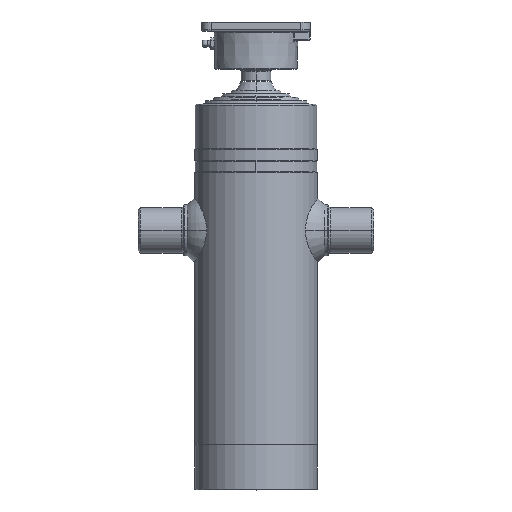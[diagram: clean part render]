
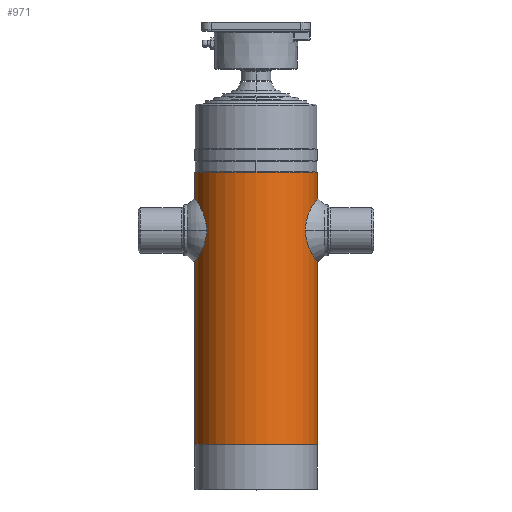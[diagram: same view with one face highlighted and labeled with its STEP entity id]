
A CAD part, top view. The second image highlights one B-rep face of the part: STEP entity #971.
In plain terms, the highlighted cylindrical face has radius 54 mm (diameter 108 mm), a partial arc.
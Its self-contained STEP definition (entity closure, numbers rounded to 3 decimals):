
#222 = EDGE_CURVE ( 'NONE', #16045, #14848, #9169, .T. ) ;
#458 = VECTOR ( 'NONE', #4251, 1000. ) ;
#587 = CARTESIAN_POINT ( 'NONE',  ( -53.67, 228.787, 5.961 ) ) ;
#652 = CARTESIAN_POINT ( 'NONE',  ( -53.935, 233.383, 2.658 ) ) ;
#773 = VERTEX_POINT ( 'NONE', #13342 ) ;
#809 = VERTEX_POINT ( 'NONE', #8247 ) ;
#971 = ADVANCED_FACE ( 'NONE', ( #6301 ), #12686, .T. ) ;
#1138 = CARTESIAN_POINT ( 'NONE',  ( -53.811, 224.035, 4.52 ) ) ;
#1387 = EDGE_CURVE ( 'NONE', #773, #6478, #13216, .T. ) ;
#1513 = DIRECTION ( 'NONE',  ( 0., 1., 0. ) ) ;
#1570 = EDGE_CURVE ( 'NONE', #809, #13029, #9958, .T. ) ;
#1781 = VERTEX_POINT ( 'NONE', #16499 ) ;
#1885 = CARTESIAN_POINT ( 'NONE',  ( -53.699, 229.931, 5.694 ) ) ;
#1937 = CARTESIAN_POINT ( 'NONE',  ( -53.967, 233.694, 1.933 ) ) ;
#2061 = CARTESIAN_POINT ( 'NONE',  ( 0., 279., 54. ) ) ;
#2425 = CARTESIAN_POINT ( 'NONE',  ( -53.759, 224.829, 5.097 ) ) ;
#2729 = ORIENTED_EDGE ( 'NONE', *, *, #13493, .F. ) ;
#3160 = CARTESIAN_POINT ( 'NONE',  ( -53.731, 230.656, 5.384 ) ) ;
#3220 = CARTESIAN_POINT ( 'NONE',  ( -53.996, 233.961, 0.79 ) ) ;
#3303 = ORIENTED_EDGE ( 'NONE', *, *, #222, .F. ) ;
#3319 = AXIS2_PLACEMENT_3D ( 'NONE', #3479, #12346, #13377 ) ;
#3479 = CARTESIAN_POINT ( 'NONE',  ( 0., 279., 0. ) ) ;
#3673 = CARTESIAN_POINT ( 'NONE',  ( -53.996, 222.039, 0.787 ) ) ;
#3734 = CARTESIAN_POINT ( 'NONE',  ( -53.731, 225.345, 5.384 ) ) ;
#3822 = CARTESIAN_POINT ( 'NONE',  ( 54., 40., 0. ) ) ;
#3953 = EDGE_CURVE ( 'NONE', #773, #809, #5977, .T. ) ;
#4028 = EDGE_LOOP ( 'NONE', ( #7778, #8631, #3303, #7064, #2729, #7656, #14880 ) ) ;
#4251 = DIRECTION ( 'NONE',  ( 0., 1., 0. ) ) ;
#4486 = CARTESIAN_POINT ( 'NONE',  ( -53.759, 231.172, 5.097 ) ) ;
#4536 = CARTESIAN_POINT ( 'NONE',  ( -54., 234., 0. ) ) ;
#4570 = CARTESIAN_POINT ( 'NONE',  ( 0., 40., 0. ) ) ;
#4949 = CARTESIAN_POINT ( 'NONE',  ( -53.978, 222.201, 1.553 ) ) ;
#4993 = CARTESIAN_POINT ( 'NONE',  ( -53.7, 226.067, 5.684 ) ) ;
#5718 = CARTESIAN_POINT ( 'NONE',  ( -53.811, 231.962, 4.523 ) ) ;
#5821 = DIRECTION ( 'NONE',  ( -1., 0., 0. ) ) ;
#5977 = LINE ( 'NONE', #9164, #15839 ) ;
#6185 = CARTESIAN_POINT ( 'NONE',  ( -53.959, 222.382, 2.117 ) ) ;
#6244 = CARTESIAN_POINT ( 'NONE',  ( -53.683, 226.636, 5.846 ) ) ;
#6301 = FACE_OUTER_BOUND ( 'NONE', #4028, .T. ) ;
#6328 = DIRECTION ( 'NONE',  ( 0., 1., 0. ) ) ;
#6385 = CARTESIAN_POINT ( 'NONE',  ( -54., 234., 0. ) ) ;
#6478 = VERTEX_POINT ( 'NONE', #3822 ) ;
#6838 = AXIS2_PLACEMENT_3D ( 'NONE', #9907, #13750, #16375 ) ;
#6983 = CARTESIAN_POINT ( 'NONE',  ( -53.877, 232.77, 3.66 ) ) ;
#7064 = ORIENTED_EDGE ( 'NONE', *, *, #13598, .F. ) ;
#7491 = CARTESIAN_POINT ( 'NONE',  ( -53.917, 222.793, 3.006 ) ) ;
#7541 = CARTESIAN_POINT ( 'NONE',  ( -53.666, 227.606, 6. ) ) ;
#7656 = ORIENTED_EDGE ( 'NONE', *, *, #1570, .F. ) ;
#7778 = ORIENTED_EDGE ( 'NONE', *, *, #1387, .T. ) ;
#8195 = CIRCLE ( 'NONE', #15107, 54. ) ;
#8247 = CARTESIAN_POINT ( 'NONE',  ( -54., 222., 0. ) ) ;
#8288 = CARTESIAN_POINT ( 'NONE',  ( -53.917, 233.197, 3.005 ) ) ;
#8609 = VECTOR ( 'NONE', #12512, 1000. ) ;
#8631 = ORIENTED_EDGE ( 'NONE', *, *, #16376, .T. ) ;
#8728 = CARTESIAN_POINT ( 'NONE',  ( -54., 222., 0.397 ) ) ;
#8737 = AXIS2_PLACEMENT_3D ( 'NONE', #4570, #13462, #5821 ) ;
#8780 = CARTESIAN_POINT ( 'NONE',  ( -53.855, 223.482, 3.967 ) ) ;
#9164 = CARTESIAN_POINT ( 'NONE',  ( -54., 371.967, 0. ) ) ;
#9169 = CIRCLE ( 'NONE', #3319, 54. ) ;
#9349 = CARTESIAN_POINT ( 'NONE',  ( 54., 279., 0. ) ) ;
#9521 = CARTESIAN_POINT ( 'NONE',  ( -53.687, 229.557, 5.808 ) ) ;
#9577 = CARTESIAN_POINT ( 'NONE',  ( -53.943, 233.468, 2.478 ) ) ;
#9907 = CARTESIAN_POINT ( 'NONE',  ( 0., 371.967, 0. ) ) ;
#9958 = B_SPLINE_CURVE_WITH_KNOTS ( 'NONE', 3,
 ( #16419, #8728, #3673, #12535, #4949, #13866, #6185, #15189, #7491, #16488, #8780, #1138, #10075, #2425, #11327, #3734, #12605, #4993, #13920, #6244, #15247, #7541, #16543, #587, #9521, #1885, #10801, #3160, #12046, #4486, #13356, #5718, #14680, #6983, #15994, #8288, #652, #9577, #1937, #10863, #3220, #12092, #4536 ),
 .UNSPECIFIED., .F., .F.,
 ( 4, 2, 2, 2, 2, 2, 2, 2, 1, 2, 2, 2, 2, 2, 2, 2, 2, 2, 2, 2, 2, 4 ),
 ( 0., 0.001, 0.002, 0.002, 0.004, 0.005, 0.006, 0.006, 0.007, 0.008, 0.008, 0.009, 0.011, 0.012, 0.012, 0.013, 0.014, 0.015, 0.016, 0.016, 0.018, 0.019 ),
 .UNSPECIFIED. ) ;
#10075 = CARTESIAN_POINT ( 'NONE',  ( -53.79, 224.337, 4.768 ) ) ;
#10655 = LINE ( 'NONE', #15660, #458 ) ;
#10801 = CARTESIAN_POINT ( 'NONE',  ( -53.722, 230.476, 5.469 ) ) ;
#10863 = CARTESIAN_POINT ( 'NONE',  ( -53.979, 233.807, 1.559 ) ) ;
#11259 = CARTESIAN_POINT ( 'NONE',  ( -54., 371.967, 0. ) ) ;
#11327 = CARTESIAN_POINT ( 'NONE',  ( -53.749, 224.999, 5.199 ) ) ;
#12046 = CARTESIAN_POINT ( 'NONE',  ( -53.749, 231.004, 5.198 ) ) ;
#12092 = CARTESIAN_POINT ( 'NONE',  ( -54., 234., 0.392 ) ) ;
#12346 = DIRECTION ( 'NONE',  ( 0., 1., 0. ) ) ;
#12512 = DIRECTION ( 'NONE',  ( 0., 1., 0. ) ) ;
#12535 = CARTESIAN_POINT ( 'NONE',  ( -53.983, 222.153, 1.362 ) ) ;
#12605 = CARTESIAN_POINT ( 'NONE',  ( -53.714, 225.699, 5.551 ) ) ;
#12686 = CYLINDRICAL_SURFACE ( 'NONE', #6838, 54. ) ;
#13029 = VERTEX_POINT ( 'NONE', #6385 ) ;
#13216 = CIRCLE ( 'NONE', #8737, 54. ) ;
#13342 = CARTESIAN_POINT ( 'NONE',  ( -54., 40., 0. ) ) ;
#13356 = CARTESIAN_POINT ( 'NONE',  ( -53.789, 231.659, 4.771 ) ) ;
#13377 = DIRECTION ( 'NONE',  ( 0., 0., 1. ) ) ;
#13462 = DIRECTION ( 'NONE',  ( 0., 1., 0. ) ) ;
#13493 = EDGE_CURVE ( 'NONE', #13029, #1781, #16256, .T. ) ;
#13598 = EDGE_CURVE ( 'NONE', #1781, #16045, #8195, .T. ) ;
#13750 = DIRECTION ( 'NONE',  ( 0., 1., 0. ) ) ;
#13866 = CARTESIAN_POINT ( 'NONE',  ( -53.966, 222.315, 1.93 ) ) ;
#13920 = CARTESIAN_POINT ( 'NONE',  ( -53.688, 226.443, 5.798 ) ) ;
#14027 = CARTESIAN_POINT ( 'NONE',  ( 0., 279., 0. ) ) ;
#14680 = CARTESIAN_POINT ( 'NONE',  ( -53.855, 232.522, 3.963 ) ) ;
#14848 = VERTEX_POINT ( 'NONE', #9349 ) ;
#14880 = ORIENTED_EDGE ( 'NONE', *, *, #3953, .F. ) ;
#15107 = AXIS2_PLACEMENT_3D ( 'NONE', #14027, #6328, #15341 ) ;
#15189 = CARTESIAN_POINT ( 'NONE',  ( -53.936, 222.608, 2.662 ) ) ;
#15247 = CARTESIAN_POINT ( 'NONE',  ( -53.67, 227.217, 5.962 ) ) ;
#15341 = DIRECTION ( 'NONE',  ( 0., 0., 1. ) ) ;
#15660 = CARTESIAN_POINT ( 'NONE',  ( 54., 371.967, 0. ) ) ;
#15839 = VECTOR ( 'NONE', #1513, 1000. ) ;
#15994 = CARTESIAN_POINT ( 'NONE',  ( -53.907, 233.096, 3.173 ) ) ;
#16045 = VERTEX_POINT ( 'NONE', #2061 ) ;
#16256 = LINE ( 'NONE', #11259, #8609 ) ;
#16375 = DIRECTION ( 'NONE',  ( -1., 0., 0. ) ) ;
#16376 = EDGE_CURVE ( 'NONE', #6478, #14848, #10655, .T. ) ;
#16419 = CARTESIAN_POINT ( 'NONE',  ( -54., 222., 0. ) ) ;
#16488 = CARTESIAN_POINT ( 'NONE',  ( -53.877, 223.228, 3.659 ) ) ;
#16499 = CARTESIAN_POINT ( 'NONE',  ( -54., 279., 0. ) ) ;
#16543 = CARTESIAN_POINT ( 'NONE',  ( -53.666, 228.389, 6. ) ) ;
